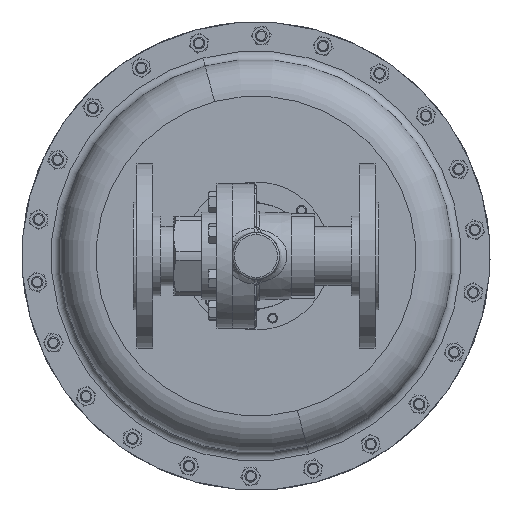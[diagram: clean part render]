
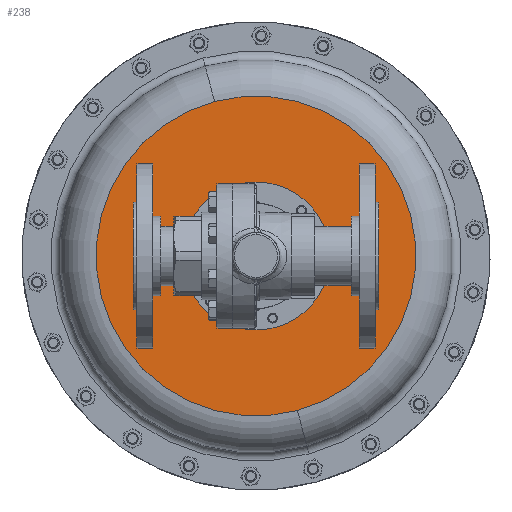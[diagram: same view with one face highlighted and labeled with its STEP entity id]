
A CAD part, front view. The second image highlights one B-rep face of the part: STEP entity #238.
In plain terms, the highlighted planar face has unit normal (0, -1, 0).
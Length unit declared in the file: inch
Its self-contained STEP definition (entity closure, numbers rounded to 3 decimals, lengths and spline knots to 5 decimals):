
#238 = ADVANCED_FACE ( 'NONE', ( #19605, #12447 ), #38019, .T. ) ;
#1652 = DIRECTION ( 'NONE',  ( 0.259, 0., -0.966 ) ) ;
#2236 = EDGE_LOOP ( 'NONE', ( #15666, #25340 ) ) ;
#2975 = DIRECTION ( 'NONE',  ( 0.259, 0., -0.966 ) ) ;
#3349 = AXIS2_PLACEMENT_3D ( 'NONE', #4581, #29075, #7662 ) ;
#3722 = CARTESIAN_POINT ( 'NONE',  ( 0., 7.2525, 0. ) ) ;
#4581 = CARTESIAN_POINT ( 'NONE',  ( -4.95037, 7.2525, -1.32645 ) ) ;
#6211 = AXIS2_PLACEMENT_3D ( 'NONE', #38282, #16929, #1652 ) ;
#6790 = DIRECTION ( 'NONE',  ( -0.707, 0., 0.707 ) ) ;
#7662 = DIRECTION ( 'NONE',  ( -0.259, 0., 0.966 ) ) ;
#10274 = ORIENTED_EDGE ( 'NONE', *, *, #31690, .T. ) ;
#10388 = EDGE_CURVE ( 'NONE', #23319, #31159, #36690, .T. ) ;
#10442 = CIRCLE ( 'NONE', #15926, 5.125 ) ;
#11540 = CARTESIAN_POINT ( 'NONE',  ( 0., 7.2525, 0. ) ) ;
#12447 = FACE_BOUND ( 'NONE', #21967, .T. ) ;
#14627 = DIRECTION ( 'NONE',  ( -0.707, 0., 0.707 ) ) ;
#15666 = ORIENTED_EDGE ( 'NONE', *, *, #10388, .F. ) ;
#15926 = AXIS2_PLACEMENT_3D ( 'NONE', #39624, #21282, #2975 ) ;
#16929 = DIRECTION ( 'NONE',  ( 0., 1., 0. ) ) ;
#19605 = FACE_OUTER_BOUND ( 'NONE', #2236, .T. ) ;
#21101 = CARTESIAN_POINT ( 'NONE',  ( 1.67938, 7.2525, -1.67938 ) ) ;
#21282 = DIRECTION ( 'NONE',  ( 0., 1., 0. ) ) ;
#21778 = AXIS2_PLACEMENT_3D ( 'NONE', #3722, #25070, #6790 ) ;
#21967 = EDGE_LOOP ( 'NONE', ( #10274, #26082 ) ) ;
#23319 = VERTEX_POINT ( 'NONE', #30980 ) ;
#24300 = VERTEX_POINT ( 'NONE', #21101 ) ;
#25070 = DIRECTION ( 'NONE',  ( 0., 1., 0. ) ) ;
#25340 = ORIENTED_EDGE ( 'NONE', *, *, #30866, .F. ) ;
#26082 = ORIENTED_EDGE ( 'NONE', *, *, #29801, .T. ) ;
#29075 = DIRECTION ( 'NONE',  ( 0., -1., 0. ) ) ;
#29801 = EDGE_CURVE ( 'NONE', #39645, #24300, #31076, .T. ) ;
#30014 = CIRCLE ( 'NONE', #21778, 2.375 ) ;
#30866 = EDGE_CURVE ( 'NONE', #31159, #23319, #10442, .T. ) ;
#30980 = CARTESIAN_POINT ( 'NONE',  ( 1.32645, 7.2525, -4.95037 ) ) ;
#31076 = CIRCLE ( 'NONE', #38154, 2.375 ) ;
#31159 = VERTEX_POINT ( 'NONE', #32229 ) ;
#31690 = EDGE_CURVE ( 'NONE', #24300, #39645, #30014, .T. ) ;
#32229 = CARTESIAN_POINT ( 'NONE',  ( -1.32645, 7.2525, 4.95037 ) ) ;
#32917 = DIRECTION ( 'NONE',  ( 0., 1., 0. ) ) ;
#36690 = CIRCLE ( 'NONE', #6211, 5.125 ) ;
#38019 = PLANE ( 'NONE',  #3349 ) ;
#38154 = AXIS2_PLACEMENT_3D ( 'NONE', #11540, #32917, #14627 ) ;
#38282 = CARTESIAN_POINT ( 'NONE',  ( 0., 7.2525, 0. ) ) ;
#39101 = CARTESIAN_POINT ( 'NONE',  ( -1.67938, 7.2525, 1.67938 ) ) ;
#39624 = CARTESIAN_POINT ( 'NONE',  ( 0., 7.2525, 0. ) ) ;
#39645 = VERTEX_POINT ( 'NONE', #39101 ) ;
